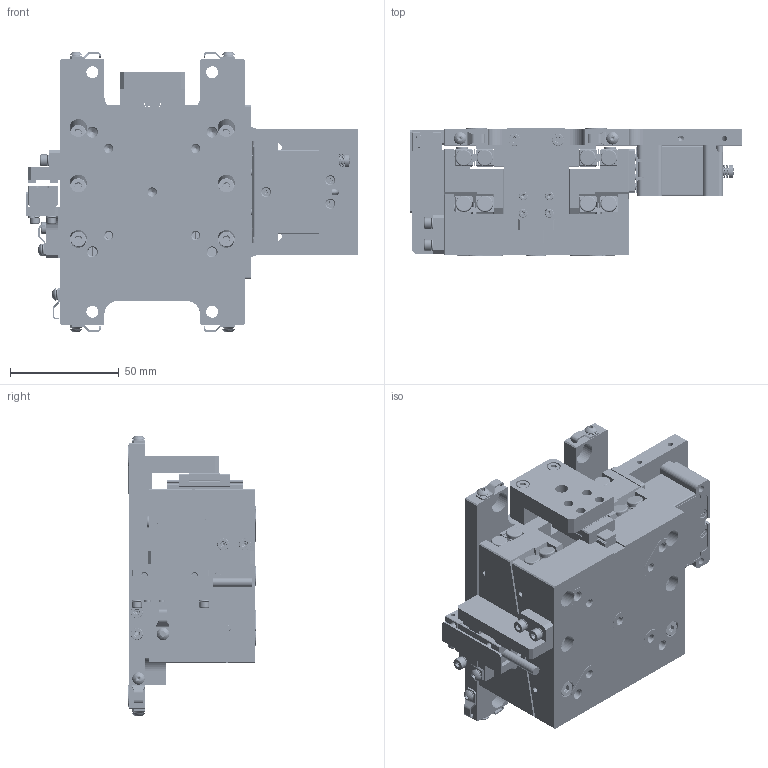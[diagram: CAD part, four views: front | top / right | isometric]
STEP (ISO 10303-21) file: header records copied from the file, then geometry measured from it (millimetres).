
FILE_DESCRIPTION (( 'STEP AP214' ), '1' );
FILE_NAME ('FZS085010-01008.STEP', '2020-08-21T13:28:30', ( 'il01on80224' ), ( 'Johnson Electric International AG' ), 'SwSTEP 2.0', 'SolidWorks 2015', '' );
FILE_SCHEMA (( 'AUTOMOTIVE_DESIGN' ));
Length unit declared in the file: millimetre
Products named in the file (180): SM-BS-VENT-CLE(SM03BS06-RK)-5; WASM-R-CLEAN(WASM0302-K)-11; lwl7___br35bs1; SM-SC-VENT-CLE(SM03SC10-RK); WASM-R-CLEAN(WASM0202-K)-5; SM-SC-VENT-CLE(SM03SC12-RK)-7; SM-SC-CLEAN(SM04SC10-K)-2; WASM-RIBBED(WASM2501); WASM-R-CLEAN(WASM0402-K); SM-SC-CLEAN(SM03SC10-K)-5; WASM-RIBBED(WASM0402); WASM-R-CLEAN(WASM0402-K)-8; SM-SC-VENTED(SM02SC06-R); WASM-R-CLEAN(WASM0402-K)-3; SM-SC-CLEAN(SM25SC10-K); SM-SC-VENT-CLE(SM03SC12-RK)-6; SM-SC-VENTED(SM02SC06-R)-4; WASM-R-CLEAN(WASM0302-K)-5; SM-SC-VENT-CLE(SM02SC06-RK)-2; SM-SC-VENTED(SM03SC10-R); WASM-R-CLEAN(WASM0402-K)-9; SM-SC-CLEAN(SM04SC10-K); SM-SET-CLEAN(SM03SP05-K)-1; SM-SC-VENTED(SM03SC12-R)-1; SM-SC-CLEAN(SM04SC16-K)-1; WASM-R-CLEAN(WASM0302-K)-7; SM-SC-VENTED(SM03SC12-R)-5; TONIC-HEAD(1000932); SM-BS-VENT-CLE(SM03BS06-RK)-3; WASM-R-CLEAN(WASM0302-K)-18; FB0014D001-00-1; SM-Set-DIN9136(SM04SP04); SM-SC-VENT-CLE(SM02SC06-RK)-3; SM-BS-VENT-CLE(SM03BS06-RK)-4; WASM-R-CLEAN(WASM0302-K)-8; SM-SC-VENT-CLE(SM03SC12-RK); SM-SC-CLEAN(SM04SC16-K)-3; FZS0130306-00(FZS013K306-00); WASM-R-CLEAN(WASM0302-K); SM-SET-CLEAN(SM03SS05-K)-7 ...
Assembly tree (288 placements, depth 4):
  FZS085010-01008
    SY000454(SY000454-K-_flexible1)
      lwl7___br35bs1
      lwl7___b
    SM-SC-VENT-CLE(SM03SC12-RK)
      SM-SC-VENTED(SM03SC12-R)
        SM-SC-DIN9121(SM03SC12)-1
    SM-SC-VENT-CLE(SM03SC12-RK)-1
      SM-SC-VENTED(SM03SC12-R)-1
        SM-SC-DIN9121(SM03SC12)-1
    SM-SC-CLEAN(SM04SC16-K)
      SM-SC-DIN9121(SM04SC16)
    SM-SC-VENT-CLE(SM03SC12-RK)-2
      SM-SC-VENTED(SM03SC12-R)-2
        SM-SC-DIN9121(SM03SC12)-1
    SM-SC-VENT-CLE(SM03SC12-RK)-3
      SM-SC-VENTED(SM03SC12-R)-3
        SM-SC-DIN9121(SM03SC12)-1
    SM-SC-VENT-CLE(SM03SC12-RK)-4
      SM-SC-VENTED(SM03SC12-R)-4
        SM-SC-DIN9121(SM03SC12)-1
    SM-SC-VENT-CLE(SM03SC12-RK)-5
      SM-SC-VENTED(SM03SC12-R)-5
        SM-SC-DIN9121(SM03SC12)-1
    SM-SC-VENT-CLE(SM03SC12-RK)-6
      SM-SC-VENTED(SM03SC12-R)-6
        SM-SC-DIN9121(SM03SC12)-1
    SM-SC-VENT-CLE(SM03SC12-RK)-7
      SM-SC-VENTED(SM03SC12-R)-7
        SM-SC-DIN9121(SM03SC12)-1
    SM-SET-CLEAN(SM03SS05-K)
      SM-Set-DIN9136(SM03SS05)
    SM-SET-CLEAN(SM03SS05-K)-1
      SM-Set-DIN9136(SM03SS05)
    SM-SC-VENT-CLE(SM02SC06-RK)
      SM-SC-VENTED(SM02SC06-R)
        SM-SC-DIN9121(SM02SC06)-1
    SM-SC-VENT-CLE(SM02SC06-RK)-1
      SM-SC-VENTED(SM02SC06-R)-1
        SM-SC-DIN9121(SM02SC06)-1
    SM-SC-VENT-CLE(SM02SC06-RK)-2
      SM-SC-VENTED(SM02SC06-R)-2
        SM-SC-DIN9121(SM02SC06)-1
    SM-SC-VENT-CLE(SM02SC06-RK)-3
      SM-SC-VENTED(SM02SC06-R)-3
        SM-SC-DIN9121(SM02SC06)-1
    SM-SC-VENT-CLE(SM03SC10-RK)
      SM-SC-VENTED(SM03SC10-R)
        SM-SC-DIN9121(SM03SC10)-1
    SM-SC-VENT-CLE(SM03SC10-RK)-1
      SM-SC-VENTED(SM03SC10-R)-1
        SM-SC-DIN9121(SM03SC10)-1
    SM-SC-VENT-CLE(SM02SC06-RK)-4
      SM-SC-VENTED(SM02SC06-R)-4
        SM-SC-DIN9121(SM02SC06)-1
    SM-SET-CLEAN(SM03SP05-K)
      SM-Set-DIN9136(SM03SP05)
    SM-SET-CLEAN(SM03SS05-K)-2
      SM-Set-DIN9136(SM03SS05)
    SM-SET-CLEAN(SM03SS05-K)-3
Bounding box: 152.5 x 58.74 x 128.8 mm (x, y, z)
Volume: 396871.6 mm3; surface area: 174012.4 mm2
Topology: 153 solids, 153 shells, 6257 faces, 15343 edges, 9575 vertices
Faces by surface type: plane 2991, cylinder 1760, cone 866, bspline 496, torus 132, sphere 12
Entity records: 152945 total; most frequent: CARTESIAN_POINT 50857, ORIENTED_EDGE 19460, DIRECTION 17581, EDGE_CURVE 9730, LINE 6429, VECTOR 6429, VERTEX_POINT 6296, AXIS2_PLACEMENT_3D 5576
